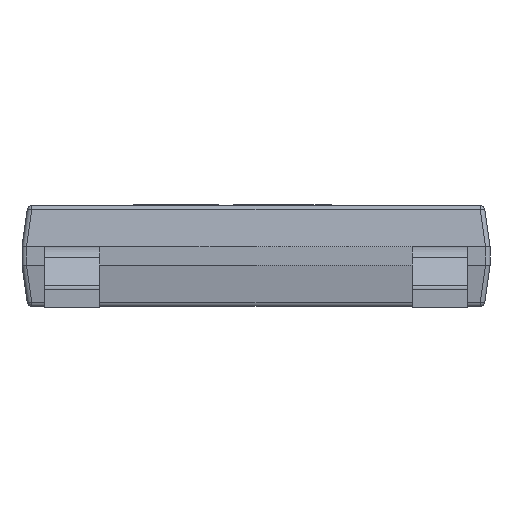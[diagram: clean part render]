
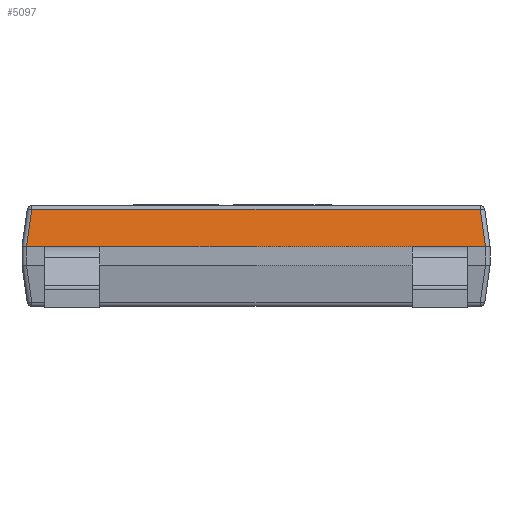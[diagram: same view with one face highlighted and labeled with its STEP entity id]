
A CAD part, front view. The second image highlights one B-rep face of the part: STEP entity #5097.
In plain terms, the highlighted planar face has unit normal (0, -0.99, 0.139).
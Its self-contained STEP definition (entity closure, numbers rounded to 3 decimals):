
#53 = VERTEX_POINT ( 'NONE', #998 ) ;
#443 = DIRECTION ( 'NONE',  ( -1., 0., 0. ) ) ;
#568 =( BOUNDED_CURVE ( )  B_SPLINE_CURVE ( 3, ( #6610, #1607, #12113, #2816 ),
 .UNSPECIFIED., .F., .F. ) 
 B_SPLINE_CURVE_WITH_KNOTS ( ( 4, 4 ),
 ( 6.274, 6.283 ),
 .UNSPECIFIED. ) 
 CURVE ( )  GEOMETRIC_REPRESENTATION_ITEM ( )  RATIONAL_B_SPLINE_CURVE ( ( 1., 1., 1., 1. ) ) 
 REPRESENTATION_ITEM ( '' )  );
#607 = CARTESIAN_POINT ( 'NONE',  ( -2.55, -2.2, 0.66 ) ) ;
#796 = DIRECTION ( 'NONE',  ( 1., 0., 0. ) ) ;
#998 = CARTESIAN_POINT ( 'NONE',  ( -2.5, -2.2, 0.66 ) ) ;
#1141 = VECTOR ( 'NONE', #9697, 1000. ) ;
#1348 = CARTESIAN_POINT ( 'NONE',  ( -2.5, -2.2, 0.66 ) ) ;
#1507 = CARTESIAN_POINT ( 'NONE',  ( 1.7, -2.2, 0.66 ) ) ;
#1572 = CARTESIAN_POINT ( 'NONE',  ( -2.55, -2.2, 0.66 ) ) ;
#1607 = CARTESIAN_POINT ( 'NONE',  ( -2.5, -2.2, 0.66 ) ) ;
#1676 = FACE_OUTER_BOUND ( 'NONE', #7011, .T. ) ;
#1734 = CARTESIAN_POINT ( 'NONE',  ( -2.391, -2.09, 1.44 ) ) ;
#1979 = VECTOR ( 'NONE', #15300, 1000. ) ;
#2359 = VERTEX_POINT ( 'NONE', #1348 ) ;
#2769 = DIRECTION ( 'NONE',  ( -1., 0., 0. ) ) ;
#2779 = DIRECTION ( 'NONE',  ( -1., 0., 0. ) ) ;
#2816 = CARTESIAN_POINT ( 'NONE',  ( -2.5, -2.2, 0.66 ) ) ;
#3335 = VECTOR ( 'NONE', #9490, 1000. ) ;
#3449 = VERTEX_POINT ( 'NONE', #1507 ) ;
#4000 = ORIENTED_EDGE ( 'NONE', *, *, #15177, .T. ) ;
#4604 = LINE ( 'NONE', #1734, #15488 ) ;
#4837 = CARTESIAN_POINT ( 'NONE',  ( 2.5, -2.2, 0.66 ) ) ;
#5097 = ADVANCED_FACE ( 'NONE', ( #1676 ), #5579, .F. ) ;
#5344 = ORIENTED_EDGE ( 'NONE', *, *, #14222, .F. ) ;
#5537 = CARTESIAN_POINT ( 'NONE',  ( 2.3, -2.2, 0.66 ) ) ;
#5579 = PLANE ( 'NONE',  #16821 ) ;
#5634 = DIRECTION ( 'NONE',  ( -0.138, -0.138, -0.981 ) ) ;
#5655 = CARTESIAN_POINT ( 'NONE',  ( -2.487, -2.143, 1.067 ) ) ;
#5744 = VERTEX_POINT ( 'NONE', #7668 ) ;
#5914 = EDGE_CURVE ( 'NONE', #5744, #53, #4604, .T. ) ;
#5949 = CARTESIAN_POINT ( 'NONE',  ( 2.5, -2.2, 0.66 ) ) ;
#6226 = CARTESIAN_POINT ( 'NONE',  ( 2.443, -2.143, 1.067 ) ) ;
#6498 = EDGE_CURVE ( 'NONE', #3449, #7762, #10560, .T. ) ;
#6610 = CARTESIAN_POINT ( 'NONE',  ( -2.5, -2.2, 0.66 ) ) ;
#6621 = VERTEX_POINT ( 'NONE', #8293 ) ;
#6670 = VECTOR ( 'NONE', #11164, 1000. ) ;
#6864 = LINE ( 'NONE', #14900, #1141 ) ;
#7011 = EDGE_LOOP ( 'NONE', ( #10710, #4000, #7917, #9634, #8823, #8480, #8921, #5344, #8891, #8195 ) ) ;
#7172 = EDGE_CURVE ( 'NONE', #10462, #13976, #6864, .T. ) ;
#7254 = CARTESIAN_POINT ( 'NONE',  ( 2.5, -2.2, 0.66 ) ) ;
#7668 = CARTESIAN_POINT ( 'NONE',  ( -2.443, -2.143, 1.067 ) ) ;
#7762 = VERTEX_POINT ( 'NONE', #10319 ) ;
#7850 = LINE ( 'NONE', #5537, #9438 ) ;
#7917 = ORIENTED_EDGE ( 'NONE', *, *, #7172, .T. ) ;
#8195 = ORIENTED_EDGE ( 'NONE', *, *, #16326, .F. ) ;
#8293 = CARTESIAN_POINT ( 'NONE',  ( 2.5, -2.2, 0.66 ) ) ;
#8465 = CARTESIAN_POINT ( 'NONE',  ( 2.5, -2.2, 0.66 ) ) ;
#8480 = ORIENTED_EDGE ( 'NONE', *, *, #15621, .T. ) ;
#8823 = ORIENTED_EDGE ( 'NONE', *, *, #5914, .T. ) ;
#8891 = ORIENTED_EDGE ( 'NONE', *, *, #6498, .F. ) ;
#8921 = ORIENTED_EDGE ( 'NONE', *, *, #13713, .F. ) ;
#8941 = CARTESIAN_POINT ( 'NONE',  ( 2.5, -2.2, 0.66 ) ) ;
#9356 = CARTESIAN_POINT ( 'NONE',  ( 2.3, -2.2, 0.66 ) ) ;
#9438 = VECTOR ( 'NONE', #2769, 1000. ) ;
#9490 = DIRECTION ( 'NONE',  ( -1., 0., 0. ) ) ;
#9634 = ORIENTED_EDGE ( 'NONE', *, *, #10697, .T. ) ;
#9697 = DIRECTION ( 'NONE',  ( -0.138, 0.138, 0.981 ) ) ;
#9872 = CARTESIAN_POINT ( 'NONE',  ( 0., -2.137, 1.11 ) ) ;
#10319 = CARTESIAN_POINT ( 'NONE',  ( -1.7, -2.2, 0.66 ) ) ;
#10462 = VERTEX_POINT ( 'NONE', #8941 ) ;
#10560 = LINE ( 'NONE', #1572, #11872 ) ;
#10697 = EDGE_CURVE ( 'NONE', #13976, #5744, #12448, .T. ) ;
#10710 = ORIENTED_EDGE ( 'NONE', *, *, #11251, .F. ) ;
#10717 = CARTESIAN_POINT ( 'NONE',  ( -2.3, -2.2, 0.66 ) ) ;
#11164 = DIRECTION ( 'NONE',  ( -1., 0., 0. ) ) ;
#11251 = EDGE_CURVE ( 'NONE', #6621, #15584, #13984, .T. ) ;
#11725 = VERTEX_POINT ( 'NONE', #14832 ) ;
#11872 = VECTOR ( 'NONE', #2779, 1000. ) ;
#12113 = CARTESIAN_POINT ( 'NONE',  ( -2.5, -2.2, 0.66 ) ) ;
#12448 = LINE ( 'NONE', #5655, #15491 ) ;
#12789 = LINE ( 'NONE', #607, #6670 ) ;
#13375 = LINE ( 'NONE', #10717, #3335 ) ;
#13496 =( BOUNDED_CURVE ( )  B_SPLINE_CURVE ( 3, ( #7254, #8465, #5949, #4837 ),
 .UNSPECIFIED., .F., .F. ) 
 B_SPLINE_CURVE_WITH_KNOTS ( ( 4, 4 ),
 ( 0., 0.01 ),
 .UNSPECIFIED. ) 
 CURVE ( )  GEOMETRIC_REPRESENTATION_ITEM ( )  RATIONAL_B_SPLINE_CURVE ( ( 1., 1., 1., 1. ) ) 
 REPRESENTATION_ITEM ( '' )  );
#13713 = EDGE_CURVE ( 'NONE', #11725, #2359, #12789, .T. ) ;
#13804 = CARTESIAN_POINT ( 'NONE',  ( -2.55, -2.2, 0.66 ) ) ;
#13976 = VERTEX_POINT ( 'NONE', #6226 ) ;
#13984 = LINE ( 'NONE', #13804, #1979 ) ;
#14222 = EDGE_CURVE ( 'NONE', #7762, #11725, #13375, .T. ) ;
#14832 = CARTESIAN_POINT ( 'NONE',  ( -2.3, -2.2, 0.66 ) ) ;
#14900 = CARTESIAN_POINT ( 'NONE',  ( 2.391, -2.09, 1.44 ) ) ;
#15094 = DIRECTION ( 'NONE',  ( 0., 0.99, -0.139 ) ) ;
#15177 = EDGE_CURVE ( 'NONE', #6621, #10462, #13496, .T. ) ;
#15300 = DIRECTION ( 'NONE',  ( -1., 0., 0. ) ) ;
#15488 = VECTOR ( 'NONE', #5634, 1000. ) ;
#15491 = VECTOR ( 'NONE', #443, 1000. ) ;
#15584 = VERTEX_POINT ( 'NONE', #9356 ) ;
#15621 = EDGE_CURVE ( 'NONE', #53, #2359, #568, .T. ) ;
#16326 = EDGE_CURVE ( 'NONE', #15584, #3449, #7850, .T. ) ;
#16821 = AXIS2_PLACEMENT_3D ( 'NONE', #9872, #15094, #796 ) ;
